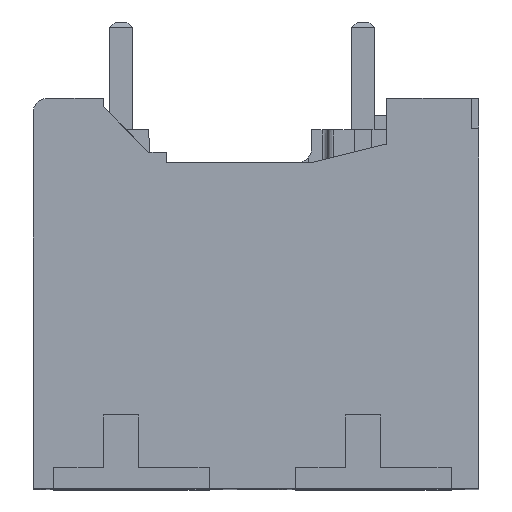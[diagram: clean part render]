
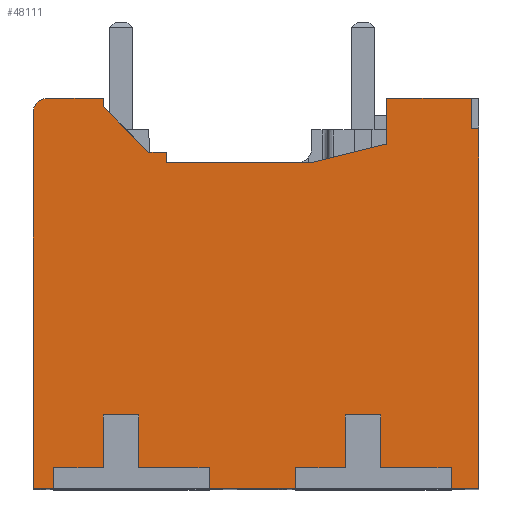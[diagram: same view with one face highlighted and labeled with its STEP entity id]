
A CAD part, top view. The second image highlights one B-rep face of the part: STEP entity #48111.
In plain terms, the highlighted planar face has unit normal (0, 0, 1).
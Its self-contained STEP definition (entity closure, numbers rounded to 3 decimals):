
#11701=DIRECTION('',(0.,1.,0.));
#11702=VECTOR('',#11701,12.25);
#11703=CARTESIAN_POINT('',(12.2,0.,2.2));
#11704=LINE('',#11703,#11702);
#12228=DIRECTION('',(-1.,0.,0.));
#12229=VECTOR('',#12228,4.959);
#12230=CARTESIAN_POINT('',(6.505,11.1,2.2));
#12231=LINE('',#12230,#12229);
#14904=DIRECTION('',(0.707,0.707,0.));
#14905=VECTOR('',#14904,0.039);
#14906=CARTESIAN_POINT('',(9.032,11.732,2.2));
#14907=LINE('',#14906,#14905);
#14908=DIRECTION('',(0.,1.,0.));
#14909=VECTOR('',#14908,1.541);
#14910=CARTESIAN_POINT('',(9.059,11.759,2.2));
#14911=LINE('',#14910,#14909);
#14912=DIRECTION('',(1.,0.,0.));
#14913=VECTOR('',#14912,2.878);
#14914=CARTESIAN_POINT('',(9.059,13.3,2.2));
#14915=LINE('',#14914,#14913);
#14916=DIRECTION('',(0.,-1.,0.));
#14917=VECTOR('',#14916,1.05);
#14918=CARTESIAN_POINT('',(11.938,13.3,2.2));
#14919=LINE('',#14918,#14917);
#14920=DIRECTION('',(-1.,0.,0.));
#14921=VECTOR('',#14920,0.95);
#14922=CARTESIAN_POINT('',(12.2,0.,2.2));
#14923=LINE('',#14922,#14921);
#14924=DIRECTION('',(0.,1.,0.));
#14925=VECTOR('',#14924,0.7);
#14926=CARTESIAN_POINT('',(11.25,0.,2.2));
#14927=LINE('',#14926,#14925);
#14928=DIRECTION('',(0.,1.,0.));
#14929=VECTOR('',#14928,1.8);
#14930=CARTESIAN_POINT('',(8.85,0.7,2.2));
#14931=LINE('',#14930,#14929);
#14932=DIRECTION('',(-1.,0.,0.));
#14933=VECTOR('',#14932,2.95);
#14934=CARTESIAN_POINT('',(5.95,0.,2.2));
#14935=LINE('',#14934,#14933);
#14936=DIRECTION('',(0.,1.,0.));
#14937=VECTOR('',#14936,0.7);
#14938=CARTESIAN_POINT('',(3.,0.,2.2));
#14939=LINE('',#14938,#14937);
#14940=DIRECTION('',(0.,1.,0.));
#14941=VECTOR('',#14940,1.8);
#14942=CARTESIAN_POINT('',(0.6,0.7,2.2));
#14943=LINE('',#14942,#14941);
#14944=DIRECTION('',(-1.,0.,0.));
#14945=VECTOR('',#14944,0.7);
#14946=CARTESIAN_POINT('',(-2.3,0.,2.2));
#14947=LINE('',#14946,#14945);
#14948=CARTESIAN_POINT('',(-2.5,12.8,2.2));
#14949=DIRECTION('',(0.,0.,-1.));
#14950=DIRECTION('',(-1.,0.,0.));
#14951=AXIS2_PLACEMENT_3D('',#14948,#14949,#14950);
#14953=DIRECTION('',(1.,0.,0.));
#14954=VECTOR('',#14953,1.895);
#14955=CARTESIAN_POINT('',(-2.5,13.3,2.2));
#14956=LINE('',#14955,#14954);
#14957=DIRECTION('',(0.,-1.,0.));
#14958=VECTOR('',#14957,0.295);
#14959=CARTESIAN_POINT('',(-0.605,13.3,2.2));
#14960=LINE('',#14959,#14958);
#14961=DIRECTION('',(0.707,-0.707,0.));
#14962=VECTOR('',#14961,2.199);
#14963=CARTESIAN_POINT('',(-0.605,13.005,2.2));
#14964=LINE('',#14963,#14962);
#14965=DIRECTION('',(1.,0.,0.));
#14966=VECTOR('',#14965,0.596);
#14967=CARTESIAN_POINT('',(0.949,11.451,2.2));
#14968=LINE('',#14967,#14966);
#14969=DIRECTION('',(0.,-1.,0.));
#14970=VECTOR('',#14969,0.351);
#14971=CARTESIAN_POINT('',(1.546,11.451,2.2));
#14972=LINE('',#14971,#14970);
#14973=DIRECTION('',(0.97,0.243,0.));
#14974=VECTOR('',#14973,2.604);
#14975=CARTESIAN_POINT('',(6.505,11.1,2.2));
#14976=LINE('',#14975,#14974);
#18489=DIRECTION('',(-1.,0.,0.));
#18490=VECTOR('',#18489,0.262);
#18491=CARTESIAN_POINT('',(12.2,12.25,2.2));
#18492=LINE('',#18491,#18490);
#18505=DIRECTION('',(1.,0.,0.));
#18506=VECTOR('',#18505,2.4);
#18507=CARTESIAN_POINT('',(8.85,0.7,2.2));
#18508=LINE('',#18507,#18506);
#18553=DIRECTION('',(1.,0.,0.));
#18554=VECTOR('',#18553,1.7);
#18555=CARTESIAN_POINT('',(5.95,0.7,2.2));
#18556=LINE('',#18555,#18554);
#18557=DIRECTION('',(0.,1.,0.));
#18558=VECTOR('',#18557,1.8);
#18559=CARTESIAN_POINT('',(7.65,0.7,2.2));
#18560=LINE('',#18559,#18558);
#18565=DIRECTION('',(1.,0.,0.));
#18566=VECTOR('',#18565,1.2);
#18567=CARTESIAN_POINT('',(7.65,2.5,2.2));
#18568=LINE('',#18567,#18566);
#18573=DIRECTION('',(0.,1.,0.));
#18574=VECTOR('',#18573,0.7);
#18575=CARTESIAN_POINT('',(5.95,0.,2.2));
#18576=LINE('',#18575,#18574);
#18585=DIRECTION('',(1.,0.,0.));
#18586=VECTOR('',#18585,2.4);
#18587=CARTESIAN_POINT('',(0.6,0.7,2.2));
#18588=LINE('',#18587,#18586);
#18633=DIRECTION('',(1.,0.,0.));
#18634=VECTOR('',#18633,1.7);
#18635=CARTESIAN_POINT('',(-2.3,0.7,2.2));
#18636=LINE('',#18635,#18634);
#18637=DIRECTION('',(0.,1.,0.));
#18638=VECTOR('',#18637,1.8);
#18639=CARTESIAN_POINT('',(-0.6,0.7,2.2));
#18640=LINE('',#18639,#18638);
#18645=DIRECTION('',(1.,0.,0.));
#18646=VECTOR('',#18645,1.2);
#18647=CARTESIAN_POINT('',(-0.6,2.5,2.2));
#18648=LINE('',#18647,#18646);
#18653=DIRECTION('',(0.,1.,0.));
#18654=VECTOR('',#18653,0.7);
#18655=CARTESIAN_POINT('',(-2.3,0.,2.2));
#18656=LINE('',#18655,#18654);
#18661=DIRECTION('',(0.,-1.,0.));
#18662=VECTOR('',#18661,12.8);
#18663=CARTESIAN_POINT('',(-3.,12.8,2.2));
#18664=LINE('',#18663,#18662);
#21699=CARTESIAN_POINT('',(-3.,0.,2.2));
#21700=VERTEX_POINT('',#21699);
#21701=CARTESIAN_POINT('',(-2.3,0.,2.2));
#21702=VERTEX_POINT('',#21701);
#21707=CARTESIAN_POINT('',(3.,0.,2.2));
#21708=VERTEX_POINT('',#21707);
#21709=CARTESIAN_POINT('',(5.95,0.,2.2));
#21710=VERTEX_POINT('',#21709);
#21715=CARTESIAN_POINT('',(11.25,0.,2.2));
#21716=VERTEX_POINT('',#21715);
#21717=CARTESIAN_POINT('',(12.2,0.,2.2));
#21718=VERTEX_POINT('',#21717);
#22079=CARTESIAN_POINT('',(12.2,12.25,2.2));
#22080=VERTEX_POINT('',#22079);
#22085=CARTESIAN_POINT('',(9.032,11.732,2.2));
#22086=CARTESIAN_POINT('',(9.059,11.759,2.2));
#22087=VERTEX_POINT('',#22085);
#22088=VERTEX_POINT('',#22086);
#22089=CARTESIAN_POINT('',(9.059,13.3,2.2));
#22090=VERTEX_POINT('',#22089);
#22091=CARTESIAN_POINT('',(11.938,13.3,2.2));
#22092=VERTEX_POINT('',#22091);
#22093=CARTESIAN_POINT('',(11.938,12.25,2.2));
#22094=VERTEX_POINT('',#22093);
#22095=CARTESIAN_POINT('',(11.25,0.7,2.2));
#22096=VERTEX_POINT('',#22095);
#22097=CARTESIAN_POINT('',(8.85,0.7,2.2));
#22098=VERTEX_POINT('',#22097);
#22099=CARTESIAN_POINT('',(8.85,2.5,2.2));
#22100=VERTEX_POINT('',#22099);
#22101=CARTESIAN_POINT('',(7.65,2.5,2.2));
#22102=VERTEX_POINT('',#22101);
#22103=CARTESIAN_POINT('',(7.65,0.7,2.2));
#22104=VERTEX_POINT('',#22103);
#22105=CARTESIAN_POINT('',(5.95,0.7,2.2));
#22106=VERTEX_POINT('',#22105);
#22107=CARTESIAN_POINT('',(3.,0.7,2.2));
#22108=VERTEX_POINT('',#22107);
#22109=CARTESIAN_POINT('',(0.6,0.7,2.2));
#22110=VERTEX_POINT('',#22109);
#22111=CARTESIAN_POINT('',(0.6,2.5,2.2));
#22112=VERTEX_POINT('',#22111);
#22113=CARTESIAN_POINT('',(-0.6,2.5,2.2));
#22114=VERTEX_POINT('',#22113);
#22115=CARTESIAN_POINT('',(-0.6,0.7,2.2));
#22116=VERTEX_POINT('',#22115);
#22117=CARTESIAN_POINT('',(-2.3,0.7,2.2));
#22118=VERTEX_POINT('',#22117);
#22119=CARTESIAN_POINT('',(-3.,12.8,2.2));
#22120=VERTEX_POINT('',#22119);
#22121=CARTESIAN_POINT('',(-2.5,13.3,2.2));
#22122=VERTEX_POINT('',#22121);
#22123=CARTESIAN_POINT('',(-0.605,13.3,2.2));
#22124=VERTEX_POINT('',#22123);
#22125=CARTESIAN_POINT('',(-0.605,13.005,2.2));
#22126=VERTEX_POINT('',#22125);
#22127=CARTESIAN_POINT('',(0.949,11.451,2.2));
#22128=VERTEX_POINT('',#22127);
#22129=CARTESIAN_POINT('',(1.546,11.451,2.2));
#22130=VERTEX_POINT('',#22129);
#22131=CARTESIAN_POINT('',(1.546,11.1,2.2));
#22132=VERTEX_POINT('',#22131);
#22133=CARTESIAN_POINT('',(6.505,11.1,2.2));
#22134=VERTEX_POINT('',#22133);
#48052=CARTESIAN_POINT('',(0.,0.,2.2));
#48053=DIRECTION('',(0.,0.,1.));
#48054=DIRECTION('',(1.,0.,0.));
#48055=AXIS2_PLACEMENT_3D('',#48052,#48053,#48054);
#48056=PLANE('',#48055);
#48058=ORIENTED_EDGE('',*,*,#48057,.T.);
#48059=ORIENTED_EDGE('',*,*,#44344,.T.);
#48060=ORIENTED_EDGE('',*,*,#44321,.T.);
#48062=ORIENTED_EDGE('',*,*,#48061,.T.);
#48064=ORIENTED_EDGE('',*,*,#48063,.F.);
#48065=ORIENTED_EDGE('',*,*,#44189,.F.);
#48066=ORIENTED_EDGE('',*,*,#27969,.T.);
#48068=ORIENTED_EDGE('',*,*,#48067,.T.);
#48070=ORIENTED_EDGE('',*,*,#48069,.F.);
#48072=ORIENTED_EDGE('',*,*,#48071,.T.);
#48074=ORIENTED_EDGE('',*,*,#48073,.F.);
#48076=ORIENTED_EDGE('',*,*,#48075,.F.);
#48078=ORIENTED_EDGE('',*,*,#48077,.F.);
#48080=ORIENTED_EDGE('',*,*,#48079,.F.);
#48081=ORIENTED_EDGE('',*,*,#27961,.T.);
#48083=ORIENTED_EDGE('',*,*,#48082,.T.);
#48085=ORIENTED_EDGE('',*,*,#48084,.F.);
#48087=ORIENTED_EDGE('',*,*,#48086,.T.);
#48089=ORIENTED_EDGE('',*,*,#48088,.F.);
#48091=ORIENTED_EDGE('',*,*,#48090,.F.);
#48093=ORIENTED_EDGE('',*,*,#48092,.F.);
#48095=ORIENTED_EDGE('',*,*,#48094,.F.);
#48096=ORIENTED_EDGE('',*,*,#27953,.T.);
#48098=ORIENTED_EDGE('',*,*,#48097,.F.);
#48099=ORIENTED_EDGE('',*,*,#48045,.T.);
#48100=ORIENTED_EDGE('',*,*,#45507,.T.);
#48101=ORIENTED_EDGE('',*,*,#45488,.T.);
#48103=ORIENTED_EDGE('',*,*,#48102,.T.);
#48104=ORIENTED_EDGE('',*,*,#45023,.T.);
#48105=ORIENTED_EDGE('',*,*,#44984,.T.);
#48106=ORIENTED_EDGE('',*,*,#44746,.F.);
#48108=ORIENTED_EDGE('',*,*,#48107,.T.);
#48109=EDGE_LOOP('',(#48058,#48059,#48060,#48062,#48064,#48065,#48066,#48068,
#48070,#48072,#48074,#48076,#48078,#48080,#48081,#48083,#48085,#48087,#48089,
#48091,#48093,#48095,#48096,#48098,#48099,#48100,#48101,#48103,#48104,#48105,
#48106,#48108));
#48110=FACE_OUTER_BOUND('',#48109,.F.);
#48111=ADVANCED_FACE('',(#48110),#48056,.T.);
#14952=CIRCLE('',#14951,0.5);
#27953=EDGE_CURVE('',#21702,#21700,#14947,.T.);
#27961=EDGE_CURVE('',#21710,#21708,#14935,.T.);
#27969=EDGE_CURVE('',#21718,#21716,#14923,.T.);
#44189=EDGE_CURVE('',#21718,#22080,#11704,.T.);
#44321=EDGE_CURVE('',#22090,#22092,#14915,.T.);
#44344=EDGE_CURVE('',#22088,#22090,#14911,.T.);
#44746=EDGE_CURVE('',#22134,#22132,#12231,.T.);
#44984=EDGE_CURVE('',#22130,#22132,#14972,.T.);
#45023=EDGE_CURVE('',#22128,#22130,#14968,.T.);
#45488=EDGE_CURVE('',#22124,#22126,#14960,.T.);
#45507=EDGE_CURVE('',#22122,#22124,#14956,.T.);
#48045=EDGE_CURVE('',#22120,#22122,#14952,.T.);
#48057=EDGE_CURVE('',#22087,#22088,#14907,.T.);
#48061=EDGE_CURVE('',#22092,#22094,#14919,.T.);
#48063=EDGE_CURVE('',#22080,#22094,#18492,.T.);
#48067=EDGE_CURVE('',#21716,#22096,#14927,.T.);
#48069=EDGE_CURVE('',#22098,#22096,#18508,.T.);
#48071=EDGE_CURVE('',#22098,#22100,#14931,.T.);
#48073=EDGE_CURVE('',#22102,#22100,#18568,.T.);
#48075=EDGE_CURVE('',#22104,#22102,#18560,.T.);
#48077=EDGE_CURVE('',#22106,#22104,#18556,.T.);
#48079=EDGE_CURVE('',#21710,#22106,#18576,.T.);
#48082=EDGE_CURVE('',#21708,#22108,#14939,.T.);
#48084=EDGE_CURVE('',#22110,#22108,#18588,.T.);
#48086=EDGE_CURVE('',#22110,#22112,#14943,.T.);
#48088=EDGE_CURVE('',#22114,#22112,#18648,.T.);
#48090=EDGE_CURVE('',#22116,#22114,#18640,.T.);
#48092=EDGE_CURVE('',#22118,#22116,#18636,.T.);
#48094=EDGE_CURVE('',#21702,#22118,#18656,.T.);
#48097=EDGE_CURVE('',#22120,#21700,#18664,.T.);
#48102=EDGE_CURVE('',#22126,#22128,#14964,.T.);
#48107=EDGE_CURVE('',#22134,#22087,#14976,.T.);
